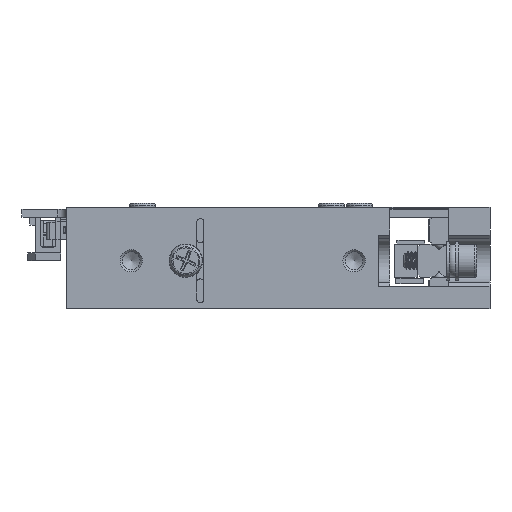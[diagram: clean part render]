
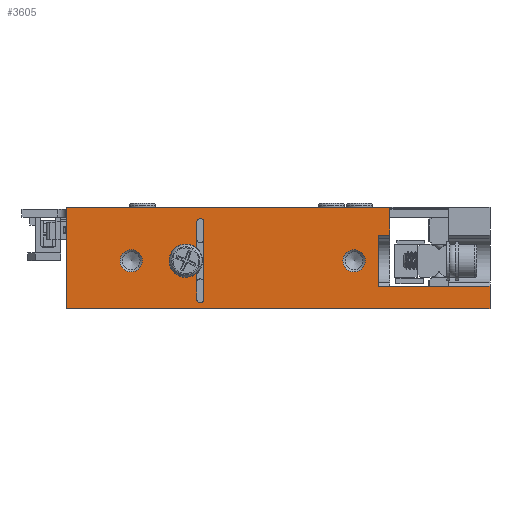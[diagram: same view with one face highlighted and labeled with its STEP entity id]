
A CAD part, left-side view. The second image highlights one B-rep face of the part: STEP entity #3605.
In plain terms, the highlighted planar face has unit normal (-1, 0, 0).
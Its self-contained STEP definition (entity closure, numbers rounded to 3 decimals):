
#995=PLANE('',#55678);
#3247=FACE_BOUND('',#9336,.T.);
#3248=FACE_BOUND('',#9337,.T.);
#3249=FACE_BOUND('',#9338,.T.);
#3250=FACE_BOUND('',#9339,.T.);
#3605=ADVANCED_FACE('',(#3247,#3248,#3249,#3250),#995,.F.);
#9336=EDGE_LOOP('',(#26308));
#9337=EDGE_LOOP('',(#26309));
#9338=EDGE_LOOP('',(#26310,#26311,#26312,#26313,#26314,#26315));
#9339=EDGE_LOOP('',(#26316,#26317,#26318,#26319,#26320,#26321,#26322,#26323,
#26324,#26325,#26326,#26327));
#12244=LINE('',#73625,#19165);
#12245=LINE('',#73630,#19166);
#12246=LINE('',#73634,#19167);
#12247=LINE('',#73637,#19168);
#12248=LINE('',#73640,#19169);
#12249=LINE('',#73642,#19170);
#12250=LINE('',#73644,#19171);
#12251=LINE('',#73646,#19172);
#12252=LINE('',#73648,#19173);
#12253=LINE('',#73650,#19174);
#12254=LINE('',#73652,#19175);
#12255=LINE('',#73654,#19176);
#12256=LINE('',#73656,#19177);
#12257=LINE('',#73658,#19178);
#12258=LINE('',#73660,#19179);
#19165=VECTOR('',#59521,1.);
#19166=VECTOR('',#59524,1.);
#19167=VECTOR('',#59527,1.);
#19168=VECTOR('',#59530,1.);
#19169=VECTOR('',#59531,1.);
#19170=VECTOR('',#59532,1.);
#19171=VECTOR('',#59533,1.);
#19172=VECTOR('',#59534,1.);
#19173=VECTOR('',#59535,1.);
#19174=VECTOR('',#59536,1.);
#19175=VECTOR('',#59537,1.);
#19176=VECTOR('',#59538,1.);
#19177=VECTOR('',#59539,1.);
#19178=VECTOR('',#59540,1.);
#19179=VECTOR('',#59541,1.);
#26308=ORIENTED_EDGE('',*,*,#46996,.T.);
#26309=ORIENTED_EDGE('',*,*,#46997,.T.);
#26310=ORIENTED_EDGE('',*,*,#46998,.F.);
#26311=ORIENTED_EDGE('',*,*,#46999,.T.);
#26312=ORIENTED_EDGE('',*,*,#47000,.F.);
#26313=ORIENTED_EDGE('',*,*,#47001,.F.);
#26314=ORIENTED_EDGE('',*,*,#47002,.F.);
#26315=ORIENTED_EDGE('',*,*,#47003,.F.);
#26316=ORIENTED_EDGE('',*,*,#47004,.F.);
#26317=ORIENTED_EDGE('',*,*,#47005,.T.);
#26318=ORIENTED_EDGE('',*,*,#47006,.F.);
#26319=ORIENTED_EDGE('',*,*,#47007,.F.);
#26320=ORIENTED_EDGE('',*,*,#47008,.T.);
#26321=ORIENTED_EDGE('',*,*,#47009,.T.);
#26322=ORIENTED_EDGE('',*,*,#47010,.T.);
#26323=ORIENTED_EDGE('',*,*,#47011,.T.);
#26324=ORIENTED_EDGE('',*,*,#47012,.T.);
#26325=ORIENTED_EDGE('',*,*,#47013,.F.);
#26326=ORIENTED_EDGE('',*,*,#47014,.T.);
#26327=ORIENTED_EDGE('',*,*,#47015,.T.);
#41770=VERTEX_POINT('',#73622);
#41771=VERTEX_POINT('',#73624);
#41772=VERTEX_POINT('',#73626);
#41773=VERTEX_POINT('',#73627);
#41774=VERTEX_POINT('',#73629);
#41775=VERTEX_POINT('',#73631);
#41776=VERTEX_POINT('',#73633);
#41777=VERTEX_POINT('',#73635);
#41778=VERTEX_POINT('',#73638);
#41779=VERTEX_POINT('',#73639);
#41780=VERTEX_POINT('',#73641);
#41781=VERTEX_POINT('',#73643);
#41782=VERTEX_POINT('',#73645);
#41783=VERTEX_POINT('',#73647);
#41784=VERTEX_POINT('',#73649);
#41785=VERTEX_POINT('',#73651);
#41786=VERTEX_POINT('',#73653);
#41787=VERTEX_POINT('',#73655);
#41788=VERTEX_POINT('',#73657);
#41789=VERTEX_POINT('',#73659);
#46996=EDGE_CURVE('',#41770,#41770,#54741,.T.);
#46997=EDGE_CURVE('',#41771,#41771,#54742,.T.);
#46998=EDGE_CURVE('',#41772,#41773,#12244,.T.);
#46999=EDGE_CURVE('',#41772,#41774,#54743,.T.);
#47000=EDGE_CURVE('',#41775,#41774,#12245,.T.);
#47001=EDGE_CURVE('',#41776,#41775,#54744,.T.);
#47002=EDGE_CURVE('',#41777,#41776,#12246,.T.);
#47003=EDGE_CURVE('',#41773,#41777,#54745,.T.);
#47004=EDGE_CURVE('',#41778,#41779,#12247,.T.);
#47005=EDGE_CURVE('',#41778,#41780,#12248,.T.);
#47006=EDGE_CURVE('',#41781,#41780,#12249,.T.);
#47007=EDGE_CURVE('',#41782,#41781,#12250,.T.);
#47008=EDGE_CURVE('',#41782,#41783,#12251,.T.);
#47009=EDGE_CURVE('',#41783,#41784,#12252,.T.);
#47010=EDGE_CURVE('',#41784,#41785,#12253,.T.);
#47011=EDGE_CURVE('',#41785,#41786,#12254,.T.);
#47012=EDGE_CURVE('',#41786,#41787,#12255,.T.);
#47013=EDGE_CURVE('',#41788,#41787,#12256,.T.);
#47014=EDGE_CURVE('',#41788,#41789,#12257,.T.);
#47015=EDGE_CURVE('',#41789,#41779,#12258,.T.);
#54741=CIRCLE('',#55673,1.);
#54742=CIRCLE('',#55674,1.);
#54743=CIRCLE('',#55675,1.);
#54744=CIRCLE('',#55676,0.325);
#54745=CIRCLE('',#55677,0.325);
#55673=AXIS2_PLACEMENT_3D('',#73621,#59517,#59518);
#55674=AXIS2_PLACEMENT_3D('',#73623,#59519,#59520);
#55675=AXIS2_PLACEMENT_3D('',#73628,#59522,#59523);
#55676=AXIS2_PLACEMENT_3D('',#73632,#59525,#59526);
#55677=AXIS2_PLACEMENT_3D('',#73636,#59528,#59529);
#55678=AXIS2_PLACEMENT_3D('',#73661,#59542,#59543);
#59517=DIRECTION('',(1.,0.,0.));
#59518=DIRECTION('',(0.,1.,0.));
#59519=DIRECTION('',(1.,0.,0.));
#59520=DIRECTION('',(0.,1.,0.));
#59521=DIRECTION('',(0.,0.,-1.));
#59522=DIRECTION('',(1.,0.,0.));
#59523=DIRECTION('',(0.,1.,0.));
#59524=DIRECTION('',(0.,0.,-1.));
#59525=DIRECTION('',(-1.,0.,0.));
#59526=DIRECTION('',(0.,0.,1.));
#59527=DIRECTION('',(0.,0.,1.));
#59528=DIRECTION('',(-1.,0.,0.));
#59529=DIRECTION('',(0.,0.,1.));
#59530=DIRECTION('',(0.,0.,-1.));
#59531=DIRECTION('',(0.,1.,0.));
#59532=DIRECTION('',(0.,0.,1.));
#59533=DIRECTION('',(0.,-1.,0.));
#59534=DIRECTION('',(0.,0.,1.));
#59535=DIRECTION('',(0.,1.,0.));
#59536=DIRECTION('',(0.,0.,1.));
#59537=DIRECTION('',(0.,-1.,0.));
#59538=DIRECTION('',(0.,0.,1.));
#59539=DIRECTION('',(0.,-1.,0.));
#59540=DIRECTION('',(0.,0.,-1.));
#59541=DIRECTION('',(0.,-1.,0.));
#59542=DIRECTION('',(1.,0.,0.));
#59543=DIRECTION('',(0.,1.,0.));
#73621=CARTESIAN_POINT('',(-15.,12.2,4.3));
#73622=CARTESIAN_POINT('',(-15.,13.2,4.3));
#73623=CARTESIAN_POINT('',(-15.,32.2,4.3));
#73624=CARTESIAN_POINT('',(-15.,33.2,4.3));
#73625=CARTESIAN_POINT('',(-15.,26.325,2.35));
#73626=CARTESIAN_POINT('',(-15.,26.325,4.078));
#73627=CARTESIAN_POINT('',(-15.,26.325,0.85));
#73628=CARTESIAN_POINT('',(-15.,27.3,4.3));
#73629=CARTESIAN_POINT('',(-15.,26.325,4.522));
#73630=CARTESIAN_POINT('',(-15.,26.325,2.35));
#73631=CARTESIAN_POINT('',(-15.,26.325,7.75));
#73632=CARTESIAN_POINT('',(-15.,26.,7.75));
#73633=CARTESIAN_POINT('',(-15.,25.675,7.75));
#73634=CARTESIAN_POINT('',(-15.,25.675,0.85));
#73635=CARTESIAN_POINT('',(-15.,25.675,0.85));
#73636=CARTESIAN_POINT('',(-15.,26.,0.85));
#73637=CARTESIAN_POINT('',(-15.,0.,9.1));
#73638=CARTESIAN_POINT('',(-15.,0.,2.009));
#73639=CARTESIAN_POINT('',(-15.,0.,0.));
#73640=CARTESIAN_POINT('',(-15.,3.7,2.009));
#73641=CARTESIAN_POINT('',(-15.,3.7,2.009));
#73642=CARTESIAN_POINT('',(-15.,3.7,2.));
#73643=CARTESIAN_POINT('',(-15.,3.7,2.));
#73644=CARTESIAN_POINT('',(-15.,9.,2.));
#73645=CARTESIAN_POINT('',(-15.,9.,2.));
#73646=CARTESIAN_POINT('',(-15.,9.,2.));
#73647=CARTESIAN_POINT('',(-15.,9.,2.009));
#73648=CARTESIAN_POINT('',(-15.,10.,2.009));
#73649=CARTESIAN_POINT('',(-15.,10.,2.009));
#73650=CARTESIAN_POINT('',(-15.,10.,2.3));
#73651=CARTESIAN_POINT('',(-15.,10.,6.591));
#73652=CARTESIAN_POINT('',(-15.,9.,6.591));
#73653=CARTESIAN_POINT('',(-15.,9.,6.591));
#73654=CARTESIAN_POINT('',(-15.,9.,2.));
#73655=CARTESIAN_POINT('',(-15.,9.,9.1));
#73656=CARTESIAN_POINT('',(-15.,38.,9.1));
#73657=CARTESIAN_POINT('',(-15.,38.,9.1));
#73658=CARTESIAN_POINT('',(-15.,38.,9.1));
#73659=CARTESIAN_POINT('',(-15.,38.,0.));
#73660=CARTESIAN_POINT('',(-15.,38.,0.));
#73661=CARTESIAN_POINT('',(-15.,38.,9.1));
